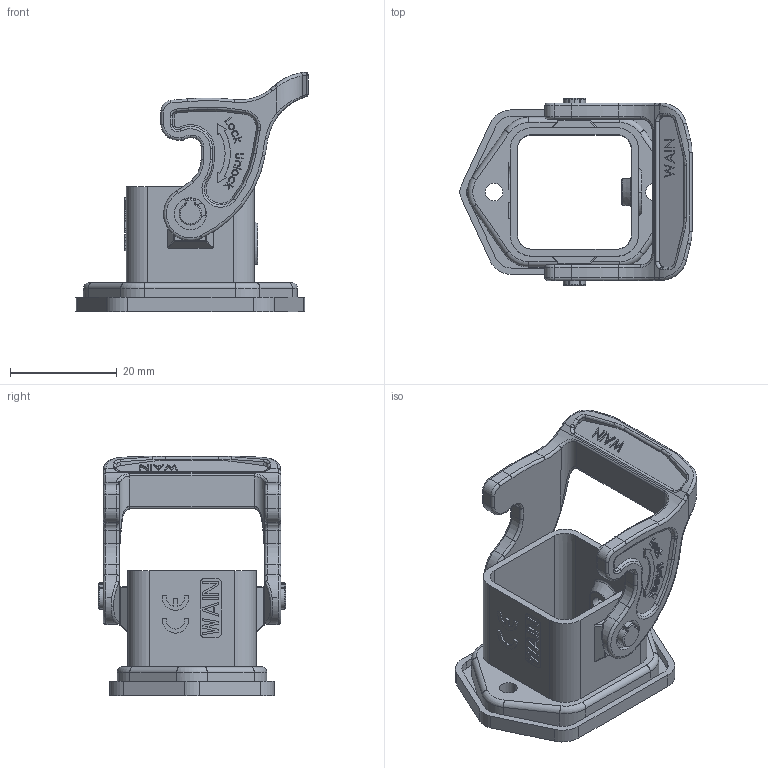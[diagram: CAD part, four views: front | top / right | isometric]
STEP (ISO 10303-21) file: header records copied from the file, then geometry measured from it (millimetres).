
FILE_DESCRIPTION(/* description */ (''),/* implementation_level */ '2;1');
FILE_NAME(/* name */ '3D_1180033201002_H3A.P-BK-1L_2B_V1.0.stp',/* time_stamp */ '2023-03-06T13:31:03+08:00',/* author */ (''),/* organization */ (''),/* preprocessor_version */ 'ST-DEVELOPER v18.1',/* originating_system */ 'SIEMENS PLM Software NX 1980',/* authorisation */ '');
FILE_SCHEMA (('AP203_CONFIGURATION_CONTROLLED_3D_DESIGN_OF_MECHANICAL_PARTS_AND_ASSEMBLIES_MIM_LF { 1 0 10303 403 2 1 2}'));
Bounding box: 43.39 x 35 x 44.76 mm (x, y, z)
Volume: 8093.2 mm3; surface area: 9106.9 mm2
Topology: 1 solids, 1 shells, 882 faces, 2254 edges, 1422 vertices
Faces by surface type: plane 374, cylinder 218, cone 122, torus 102, bspline 52, sphere 12, extrusion 2
Entity records: 28802 total; most frequent: CRTPNT 8292, ORNEDG 4500, DRCTN 3928, EDGCRV 2250, VRTPNT 1422, A2PL3D 1411, VECTOR 1106, LINE 1104
